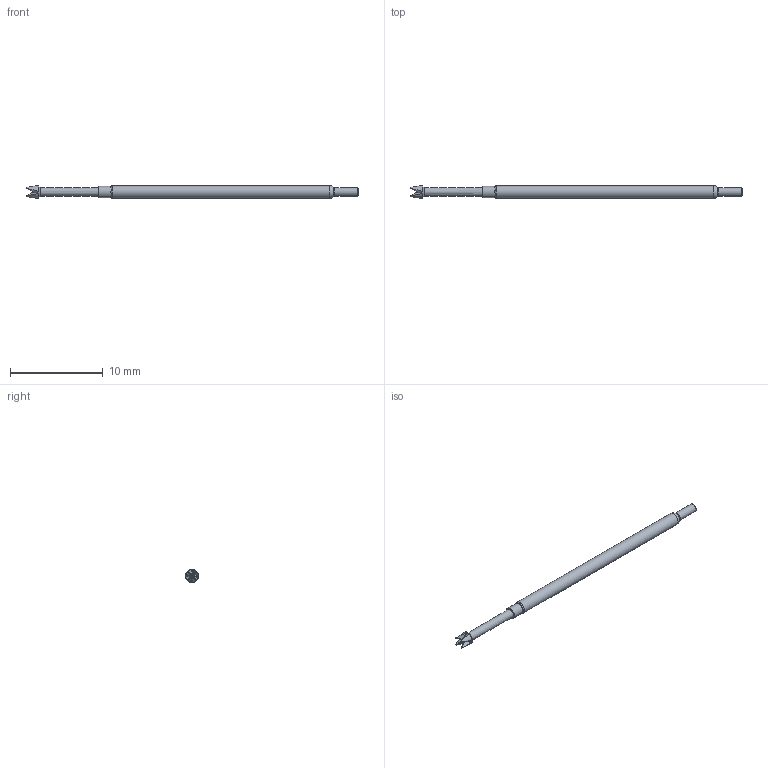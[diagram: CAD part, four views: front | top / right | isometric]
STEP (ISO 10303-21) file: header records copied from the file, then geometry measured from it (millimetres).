
FILE_DESCRIPTION (( 'STEP AP214' ), '1' );
FILE_NAME ('X75-2524.STEP', '2020-10-15T12:01:34', ( '' ), ( '' ), 'SwSTEP 2.0', 'SolidWorks 2019', '' );
FILE_SCHEMA (( 'AUTOMOTIVE_DESIGN' ));
Length unit declared in the file: inch
Products named in the file (1): X75-2524
Bounding box: 35.81 x 1.4 x 1.4 mm (x, y, z)
Volume: 43.9 mm3; surface area: 143.3 mm2
Topology: 1 solids, 1 shells, 64 faces, 160 edges, 99 vertices
Faces by surface type: bspline 40, cone 10, plane 6, cylinder 4, torus 4
Full cylindrical faces by diameter (mm): 0.922 x1, 1.232 x1, 1.367 x1, 1.397 x1
Entity records: 8350 total; most frequent: CARTESIAN_POINT 6376, ORIENTED_EDGE 286, EDGE_CURVE 143, B_SPLINE_CURVE_WITH_KNOTS 120, VERTEX_POINT 96, DIRECTION 96, EDGE_LOOP 79, FACE_OUTER_BOUND 72
